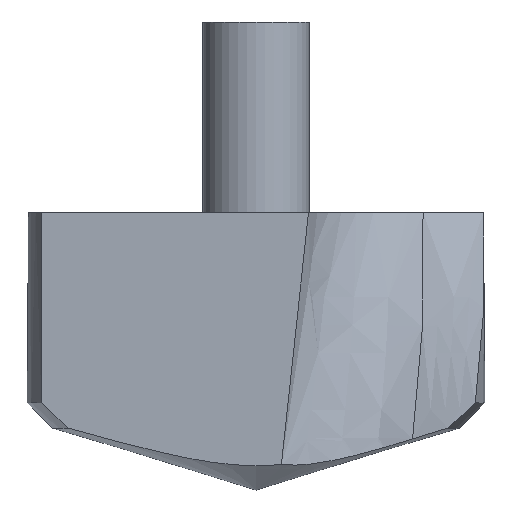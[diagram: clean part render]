
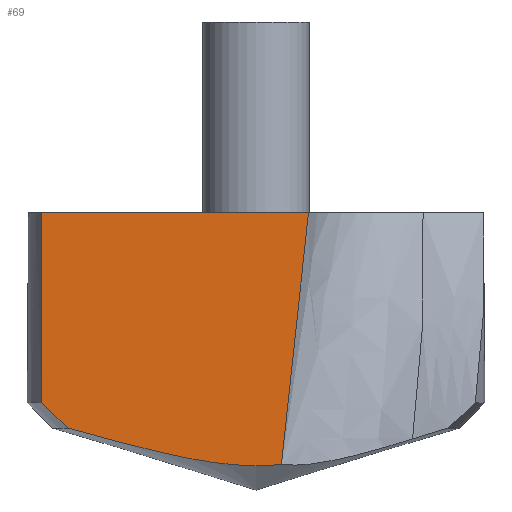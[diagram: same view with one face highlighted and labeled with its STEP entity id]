
A CAD part, front view. The second image highlights one B-rep face of the part: STEP entity #69.
In plain terms, the highlighted planar face has unit normal (0, -1, 0).
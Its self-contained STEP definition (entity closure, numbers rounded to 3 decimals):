
#51=FACE_OUTER_BOUND('',#105,.T.);
#69=ADVANCED_FACE('',(#51),#73,.T.);
#73=PLANE('',#295);
#78=LINE('',#387,#82);
#80=LINE('',#1081,#84);
#82=VECTOR('',#310,1.);
#84=VECTOR('',#328,1.);
#105=EDGE_LOOP('',(#161,#162,#163,#164,#165));
#161=ORIENTED_EDGE('',*,*,#199,.T.);
#162=ORIENTED_EDGE('',*,*,#218,.T.);
#163=ORIENTED_EDGE('',*,*,#221,.T.);
#164=ORIENTED_EDGE('',*,*,#207,.T.);
#165=ORIENTED_EDGE('',*,*,#223,.T.);
#176=VERTEX_POINT('',#386);
#177=VERTEX_POINT('',#388);
#185=VERTEX_POINT('',#428);
#186=VERTEX_POINT('',#435);
#191=VERTEX_POINT('',#1082);
#199=EDGE_CURVE('',#177,#176,#78,.T.);
#207=EDGE_CURVE('',#186,#185,#262,.T.);
#218=EDGE_CURVE('',#176,#191,#80,.T.);
#221=EDGE_CURVE('',#191,#186,#271,.T.);
#223=EDGE_CURVE('',#185,#177,#273,.T.);
#262=B_SPLINE_CURVE_WITH_KNOTS('',3,(#429,#430,#431,#432,#433,#434),
 .UNSPECIFIED.,.F.,.F.,(4,2,4),(0.,0.5,1.),.UNSPECIFIED.);
#271=B_SPLINE_CURVE_WITH_KNOTS('',3,(#1090,#1091,#1092,#1093),
 .UNSPECIFIED.,.F.,.F.,(4,4),(0.,1.),.UNSPECIFIED.);
#273=B_SPLINE_CURVE_WITH_KNOTS('',3,(#1099,#1100,#1101,#1102,#1103,#1104,
#1105),.UNSPECIFIED.,.F.,.F.,(4,3,4),(0.,0.893,1.),
 .UNSPECIFIED.);
#295=AXIS2_PLACEMENT_3D('',#2246,#341,#342);
#310=DIRECTION('',(-1.,0.,0.));
#328=DIRECTION('',(0.,0.,-1.));
#341=DIRECTION('',(0.,-1.,0.));
#342=DIRECTION('',(0.,0.,-1.));
#386=CARTESIAN_POINT('',(-9.677,-3.585,0.));
#387=CARTESIAN_POINT('',(2.4,-3.585,0.));
#388=CARTESIAN_POINT('',(2.367,-3.585,0.));
#428=CARTESIAN_POINT('',(1.144,-3.585,-11.357));
#429=CARTESIAN_POINT('',(-8.46,-3.585,-9.708));
#430=CARTESIAN_POINT('',(-6.888,-3.585,-10.148));
#431=CARTESIAN_POINT('',(-5.313,-3.585,-10.582));
#432=CARTESIAN_POINT('',(-2.137,-3.585,-11.277));
#433=CARTESIAN_POINT('',(-0.516,-3.585,-11.51));
#434=CARTESIAN_POINT('',(1.144,-3.585,-11.357));
#435=CARTESIAN_POINT('',(-8.46,-3.585,-9.708));
#1081=CARTESIAN_POINT('',(-9.677,-3.585,0.));
#1082=CARTESIAN_POINT('',(-9.677,-3.585,-8.577));
#1090=CARTESIAN_POINT('',(-9.677,-3.585,-8.577));
#1091=CARTESIAN_POINT('',(-9.273,-3.585,-8.956));
#1092=CARTESIAN_POINT('',(-8.868,-3.585,-9.333));
#1093=CARTESIAN_POINT('',(-8.46,-3.585,-9.708));
#1099=CARTESIAN_POINT('',(1.144,-3.585,-11.357));
#1100=CARTESIAN_POINT('',(1.427,-3.585,-7.967));
#1101=CARTESIAN_POINT('',(1.78,-3.585,-4.581));
#1102=CARTESIAN_POINT('',(2.209,-3.585,-1.207));
#1103=CARTESIAN_POINT('',(2.261,-3.585,-0.804));
#1104=CARTESIAN_POINT('',(2.313,-3.585,-0.402));
#1105=CARTESIAN_POINT('',(2.367,-3.585,0.));
#2246=CARTESIAN_POINT('',(0.,-3.585,0.));
